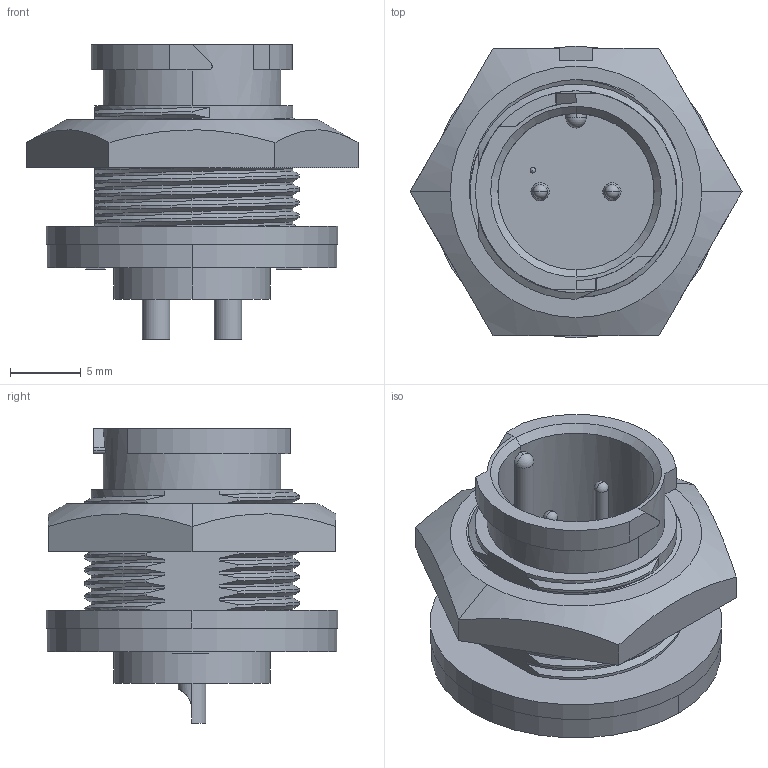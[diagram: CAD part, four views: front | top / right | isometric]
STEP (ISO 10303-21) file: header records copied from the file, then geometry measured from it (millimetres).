
FILE_DESCRIPTION (( 'STEP AP203' ), '1' );
FILE_NAME ('W7282-2PG-P-3ES.STEP', '2021-10-27T16:07:29', ( '' ), ( '' ), 'SwSTEP 2.0', 'SolidWorks 2020', '' );
FILE_SCHEMA (( 'CONFIG_CONTROL_DESIGN' ));
Length unit declared in the file: millimetre
Products named in the file (1): W7282-2PG-P-3ES
Bounding box: 23.46 x 20.62 x 20.8 mm (x, y, z)
Volume: 2948.5 mm3; surface area: 2888.4 mm2
Topology: 2 solids, 2 shells, 175 faces, 476 edges, 311 vertices
Faces by surface type: cylinder 75, plane 53, bspline 33, cone 8, sphere 6
Entity records: 12145 total; most frequent: CARTESIAN_POINT 8214, ORIENTED_EDGE 928, DIRECTION 646, EDGE_CURVE 464, VERTEX_POINT 305, AXIS2_PLACEMENT_3D 217, VECTOR 212, LINE 212
